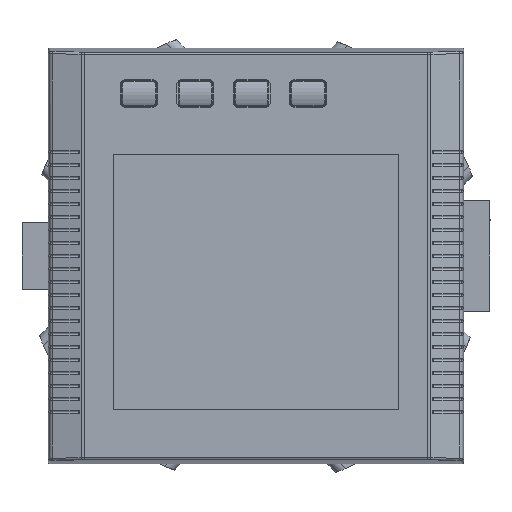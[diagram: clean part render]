
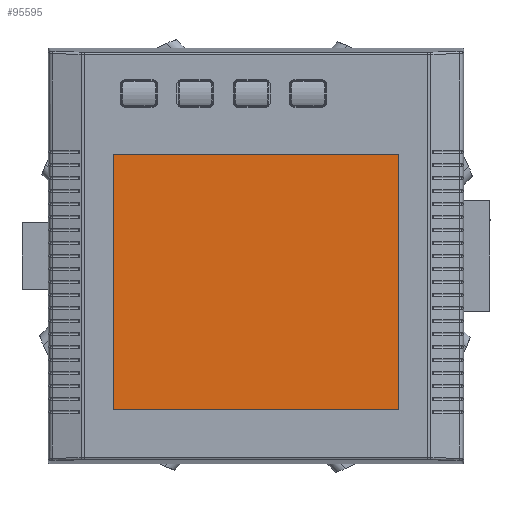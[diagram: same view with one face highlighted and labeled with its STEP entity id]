
A CAD part, front view. The second image highlights one B-rep face of the part: STEP entity #95595.
In plain terms, the highlighted planar face has unit normal (0, -1, 0).
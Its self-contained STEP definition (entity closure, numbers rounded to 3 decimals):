
#5657=FACE_OUTER_BOUND('',#10652,.T.);
#10652=EDGE_LOOP('',(#78730,#78731,#78732,#78733));
#22578=LINE('',#155267,#33180);
#22582=LINE('',#155275,#33184);
#22651=LINE('',#155477,#33253);
#22653=LINE('',#155480,#33255);
#33180=VECTOR('',#122914,10.);
#33184=VECTOR('',#122920,10.);
#33253=VECTOR('',#123121,10.);
#33255=VECTOR('',#123125,10.);
#42257=VERTEX_POINT('',#155265);
#42258=VERTEX_POINT('',#155266);
#42261=VERTEX_POINT('',#155274);
#42328=VERTEX_POINT('',#155476);
#54594=EDGE_CURVE('',#42257,#42258,#22578,.T.);
#54598=EDGE_CURVE('',#42258,#42261,#22582,.T.);
#54699=EDGE_CURVE('',#42328,#42257,#22651,.T.);
#54701=EDGE_CURVE('',#42261,#42328,#22653,.T.);
#78730=ORIENTED_EDGE('',*,*,#54598,.F.);
#78731=ORIENTED_EDGE('',*,*,#54594,.F.);
#78732=ORIENTED_EDGE('',*,*,#54699,.F.);
#78733=ORIENTED_EDGE('',*,*,#54701,.F.);
#86502=PLANE('',#102068);
#95595=ADVANCED_FACE('',(#5657),#86502,.F.);
#102068=AXIS2_PLACEMENT_3D('',#155481,#123126,#123127);
#122914=DIRECTION('',(1.,0.,0.));
#122920=DIRECTION('',(0.,0.,-1.));
#123121=DIRECTION('',(0.,0.,1.));
#123125=DIRECTION('',(-1.,0.,0.));
#123126=DIRECTION('center_axis',(0.,1.,0.));
#123127=DIRECTION('ref_axis',(0.,0.,1.));
#155265=CARTESIAN_POINT('',(-33.,-12.79,23.5));
#155266=CARTESIAN_POINT('',(33.,-12.79,23.5));
#155267=CARTESIAN_POINT('',(-16.5,-12.79,23.5));
#155274=CARTESIAN_POINT('',(33.,-12.79,-35.5));
#155275=CARTESIAN_POINT('',(33.,-12.79,8.75));
#155476=CARTESIAN_POINT('',(-33.,-12.79,-35.5));
#155477=CARTESIAN_POINT('',(-33.,-12.79,-20.75));
#155480=CARTESIAN_POINT('',(16.5,-12.79,-35.5));
#155481=CARTESIAN_POINT('Origin',(0.,-12.79,-6.));
